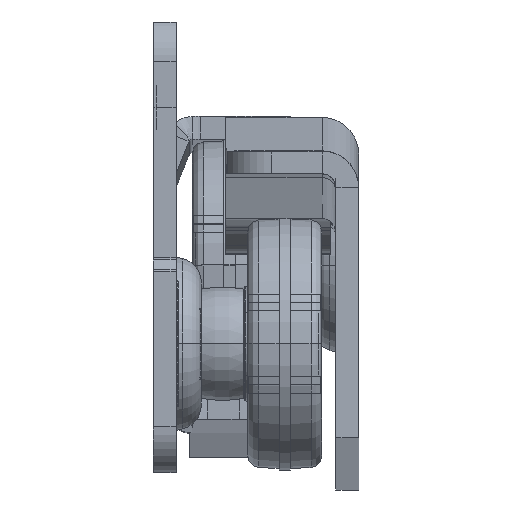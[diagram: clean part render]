
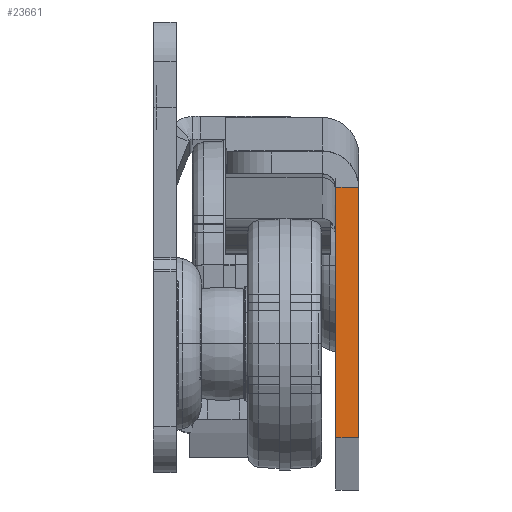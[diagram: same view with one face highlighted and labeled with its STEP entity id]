
A CAD part, top view. The second image highlights one B-rep face of the part: STEP entity #23661.
In plain terms, the highlighted face is planar.
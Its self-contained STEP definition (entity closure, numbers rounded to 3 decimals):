
#1426 = DIRECTION ( 'NONE',  ( 1., 0., 0. ) ) ;
#1669 = VERTEX_POINT ( 'NONE', #50783 ) ;
#1861 = DIRECTION ( 'NONE',  ( 0., -1., 0. ) ) ;
#2537 = LINE ( 'NONE', #18939, #50143 ) ;
#3473 = CARTESIAN_POINT ( 'NONE',  ( 0., -11.75, 745.5 ) ) ;
#6504 = CARTESIAN_POINT ( 'NONE',  ( -2., -11.75, 745.5 ) ) ;
#7304 = LINE ( 'NONE', #36026, #20742 ) ;
#13154 = CARTESIAN_POINT ( 'NONE',  ( -2., -11.75, 745.5 ) ) ;
#14306 = DIRECTION ( 'NONE',  ( 0., 0., 1. ) ) ;
#16383 = ORIENTED_EDGE ( 'NONE', *, *, #24816, .T. ) ;
#18359 = FACE_OUTER_BOUND ( 'NONE', #24167, .T. ) ;
#18939 = CARTESIAN_POINT ( 'NONE',  ( 0., -11.75, 745.5 ) ) ;
#19709 = DIRECTION ( 'NONE',  ( 1., 0., 0. ) ) ;
#20742 = VECTOR ( 'NONE', #19709, 1000. ) ;
#23132 = DIRECTION ( 'NONE',  ( 1., 0., 0. ) ) ;
#23661 = ADVANCED_FACE ( 'NONE', ( #18359 ), #38196, .T. ) ;
#24167 = EDGE_LOOP ( 'NONE', ( #25832, #30837, #16383, #42299 ) ) ;
#24513 = VECTOR ( 'NONE', #23132, 1000. ) ;
#24816 = EDGE_CURVE ( 'NONE', #1669, #40680, #7304, .T. ) ;
#25832 = ORIENTED_EDGE ( 'NONE', *, *, #35662, .F. ) ;
#27755 = CARTESIAN_POINT ( 'NONE',  ( -2., 10.226, 745.5 ) ) ;
#28049 = EDGE_CURVE ( 'NONE', #46407, #40680, #2537, .T. ) ;
#29229 = VERTEX_POINT ( 'NONE', #27755 ) ;
#29317 = CARTESIAN_POINT ( 'NONE',  ( 0., 10.226, 745.5 ) ) ;
#30837 = ORIENTED_EDGE ( 'NONE', *, *, #43075, .T. ) ;
#31220 = LINE ( 'NONE', #31738, #24513 ) ;
#31738 = CARTESIAN_POINT ( 'NONE',  ( -2., 10.226, 745.5 ) ) ;
#35285 = DIRECTION ( 'NONE',  ( 0., -1., 0. ) ) ;
#35662 = EDGE_CURVE ( 'NONE', #29229, #46407, #31220, .T. ) ;
#36026 = CARTESIAN_POINT ( 'NONE',  ( -2., -11.75, 745.5 ) ) ;
#38181 = VECTOR ( 'NONE', #1861, 1000. ) ;
#38196 = PLANE ( 'NONE',  #49001 ) ;
#40680 = VERTEX_POINT ( 'NONE', #3473 ) ;
#41866 = LINE ( 'NONE', #13154, #38181 ) ;
#42299 = ORIENTED_EDGE ( 'NONE', *, *, #28049, .F. ) ;
#43075 = EDGE_CURVE ( 'NONE', #29229, #1669, #41866, .T. ) ;
#46407 = VERTEX_POINT ( 'NONE', #29317 ) ;
#49001 = AXIS2_PLACEMENT_3D ( 'NONE', #6504, #14306, #1426 ) ;
#50143 = VECTOR ( 'NONE', #35285, 1000. ) ;
#50783 = CARTESIAN_POINT ( 'NONE',  ( -2., -11.75, 745.5 ) ) ;
